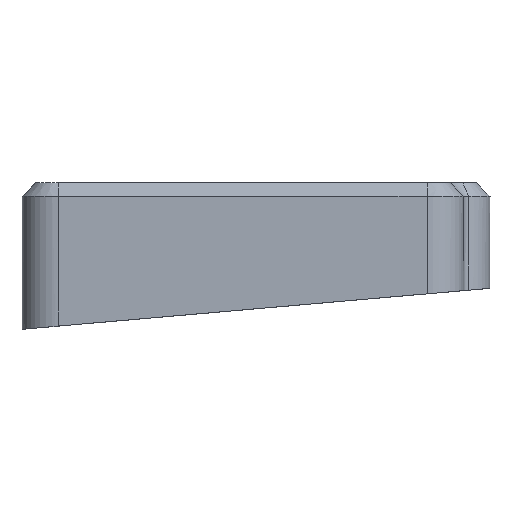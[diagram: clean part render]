
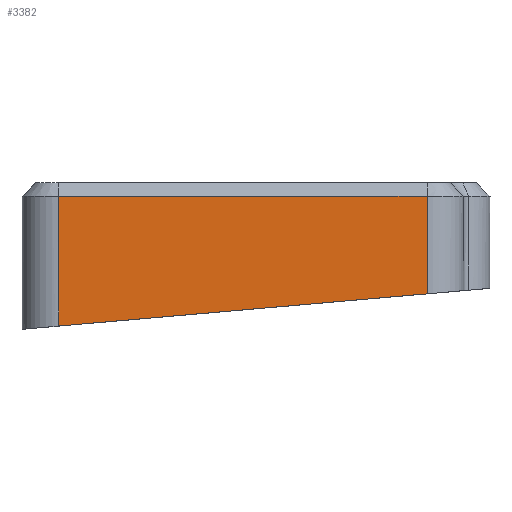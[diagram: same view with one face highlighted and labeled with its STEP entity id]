
A CAD part, left-side view. The second image highlights one B-rep face of the part: STEP entity #3382.
In plain terms, the highlighted planar face has unit normal (-1, 0, 0).
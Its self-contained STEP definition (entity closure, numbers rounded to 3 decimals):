
#515=FACE_OUTER_BOUND('',#723,.T.);
#723=EDGE_LOOP('',(#3107,#3108,#3109,#3110));
#861=LINE('',#5241,#1167);
#897=LINE('',#5350,#1203);
#1029=LINE('',#5836,#1335);
#1030=LINE('',#5838,#1336);
#1167=VECTOR('',#4162,10.);
#1203=VECTOR('',#4252,10.);
#1335=VECTOR('',#4816,10.);
#1336=VECTOR('',#4819,10.);
#1490=VERTEX_POINT('',#5238);
#1491=VERTEX_POINT('',#5240);
#1536=VERTEX_POINT('',#5344);
#1537=VERTEX_POINT('',#5348);
#1857=EDGE_CURVE('',#1491,#1490,#861,.T.);
#1915=EDGE_CURVE('',#1537,#1536,#897,.T.);
#2135=EDGE_CURVE('',#1491,#1537,#1029,.T.);
#2136=EDGE_CURVE('',#1536,#1490,#1030,.T.);
#3107=ORIENTED_EDGE('',*,*,#1915,.F.);
#3108=ORIENTED_EDGE('',*,*,#2135,.F.);
#3109=ORIENTED_EDGE('',*,*,#1857,.T.);
#3110=ORIENTED_EDGE('',*,*,#2136,.F.);
#3193=PLANE('',#3768);
#3382=ADVANCED_FACE('',(#515),#3193,.T.);
#3768=AXIS2_PLACEMENT_3D('',#5837,#4817,#4818);
#4162=DIRECTION('',(0.,-0.996,0.087));
#4252=DIRECTION('',(0.,-1.,0.));
#4816=DIRECTION('',(0.,0.,1.));
#4817=DIRECTION('center_axis',(-1.,0.,0.));
#4818=DIRECTION('ref_axis',(0.,-1.,0.));
#4819=DIRECTION('',(0.,0.,-1.));
#5238=CARTESIAN_POINT('',(34.95,-123.977,-9.6));
#5240=CARTESIAN_POINT('',(34.95,-43.775,-16.617));
#5241=CARTESIAN_POINT('',(34.95,-87.771,-12.767));
#5344=CARTESIAN_POINT('',(34.95,-123.977,11.6));
#5348=CARTESIAN_POINT('',(34.95,-43.775,11.6));
#5350=CARTESIAN_POINT('',(34.95,-71.704,11.6));
#5836=CARTESIAN_POINT('',(34.95,-43.775,6.6));
#5837=CARTESIAN_POINT('Origin',(34.95,-35.775,6.6));
#5838=CARTESIAN_POINT('',(34.95,-123.977,0.));
